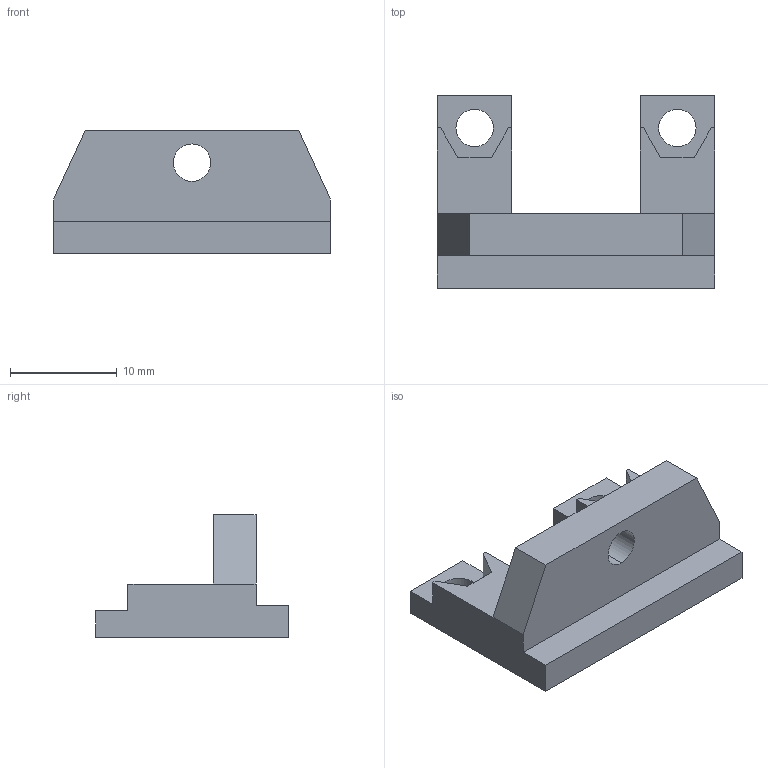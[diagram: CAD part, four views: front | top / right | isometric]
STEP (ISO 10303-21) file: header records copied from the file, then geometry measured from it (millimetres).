
FILE_DESCRIPTION (( 'STEP AP214' ), '1' );
FILE_NAME ('P3sTE_MK2 - Z-endstop_v1_1.STEP', '2019-10-03T20:34:03', ( '' ), ( '' ), 'SwSTEP 2.0', 'NoobCAD', '' );
FILE_SCHEMA (( 'AUTOMOTIVE_DESIGN' ));
Length unit declared in the file: millimetre
Products named in the file (1): P3sTE_MK2 - Z-endstop_v1_1
Bounding box: 26 x 18 x 11.5 mm (x, y, z)
Volume: 1864.9 mm3; surface area: 1569.4 mm2
Topology: 1 solids, 1 shells, 34 faces, 94 edges, 62 vertices
Faces by surface type: plane 28, cylinder 6
Entity records: 1120 total; most frequent: CARTESIAN_POINT 191, ORIENTED_EDGE 188, DIRECTION 176, EDGE_CURVE 94, LINE 82, VECTOR 82, VERTEX_POINT 62, AXIS2_PLACEMENT_3D 47
